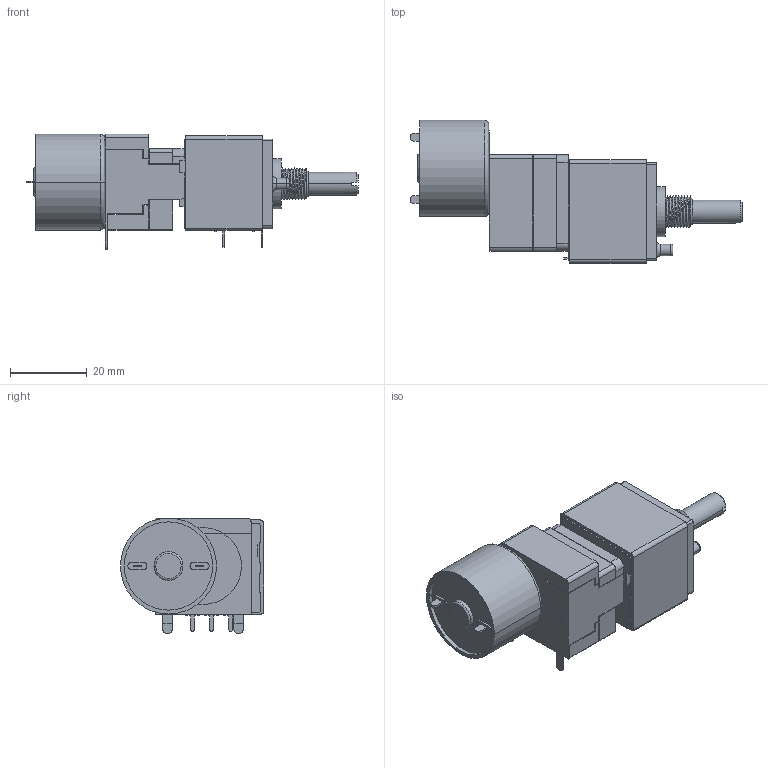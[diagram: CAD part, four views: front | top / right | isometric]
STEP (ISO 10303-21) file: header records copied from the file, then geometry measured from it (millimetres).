
FILE_DESCRIPTION(('FreeCAD Model'),'2;1');
FILE_NAME('Open CASCADE Shape Model','2022-01-31T22:12:12',('Author'),( ''),'Open CASCADE STEP processor 7.5','FreeCAD','Unknown');
FILE_SCHEMA(('AUTOMOTIVE_DESIGN { 1 0 10303 214 1 1 1 1 }'));
Length unit declared in the file: millimetre
Products named in the file (11): RK27112MC; Solid; Solid001; Solid003; Slice.3; Cut; Slice001.1; Slice001.2; Slice002.1; Slice003.0; Slice003.1
Assembly tree (10 placements, depth 2):
  RK27112MC
    Solid
    Solid001
    Solid003
    Slice.3
    Cut
    Slice001.1
    Slice001.2
    Slice002.1
    Slice003.0
    Slice003.1
Bounding box: 86.45 x 37.24 x 30.2 mm (x, y, z)
Volume: 35667.2 mm3; surface area: 13142.9 mm2
Topology: 10 solids, 10 shells, 336 faces, 865 edges, 585 vertices
Faces by surface type: plane 259, cylinder 63, bspline 6, cone 4, torus 4
Entity records: 25244 total; most frequent: CARTESIAN_POINT 5961, DIRECTION 3314, LINE 2256, VECTOR 2256, ORIENTED_EDGE 1730, PCURVE 1730, DEFINITIONAL_REPRESENTATION 1730, EDGE_CURVE 865
